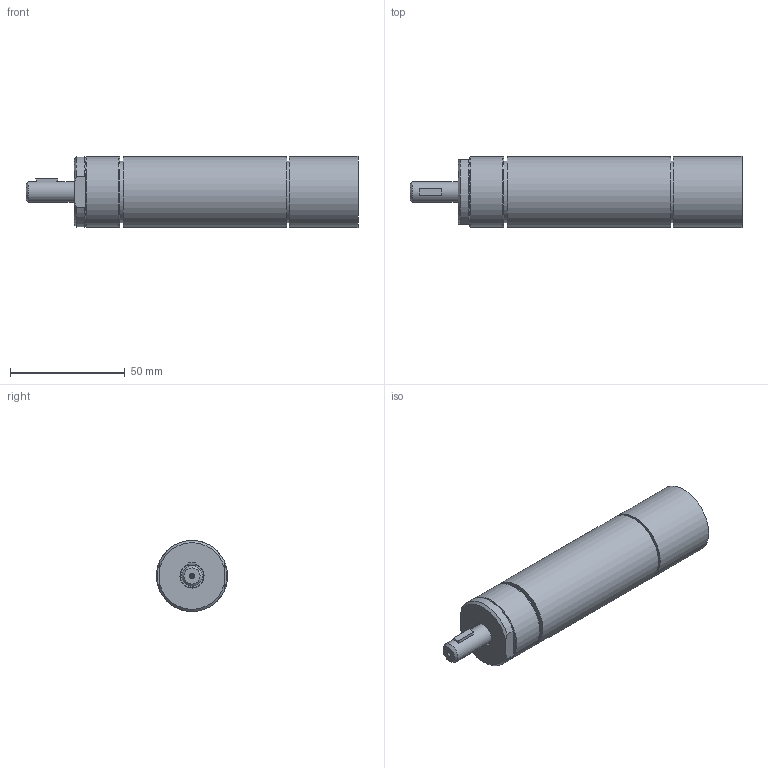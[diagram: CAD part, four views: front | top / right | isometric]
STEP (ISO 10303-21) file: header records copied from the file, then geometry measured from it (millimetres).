
FILE_DESCRIPTION(/* description */ (''),/* implementation_level */ '2;1');
FILE_NAME(/* name */ 'MUD 9-200_60032927.stp',/* time_stamp */ '2018-11-14T15:20:31+01:00',/* author */ ('flambert'),/* organization */ (''),/* preprocessor_version */ 'ST-DEVELOPER v17',/* originating_system */ 'Autodesk Inventor 2018',/* authorisation */ '');
FILE_SCHEMA (('AUTOMOTIVE_DESIGN { 1 0 10303 214 3 1 1 }'));
Length unit declared in the file: millimetre
Products named in the file (1): MUD 9-200_60032927
Bounding box: 144.9 x 31 x 31 mm (x, y, z)
Volume: 92494.8 mm3; surface area: 16563 mm2
Topology: 1 solids, 5 shells, 145 faces, 362 edges, 242 vertices
Faces by surface type: plane 90, cylinder 23, cone 18, torus 7, bspline 7
Full cylindrical faces by diameter (mm): 1 x1, 8.566 x3, 9 x1, 10.362 x1, 10.5 x1, 16 x3, 26.789 x2, 28 x1, 29.3 x1, 31 x3
Entity records: 4628 total; most frequent: CARTESIAN_POINT 888, DIRECTION 735, ORIENTED_EDGE 722, EDGE_CURVE 361, AXIS2_PLACEMENT_3D 259, VERTEX_POINT 242, LINE 217, VECTOR 217
